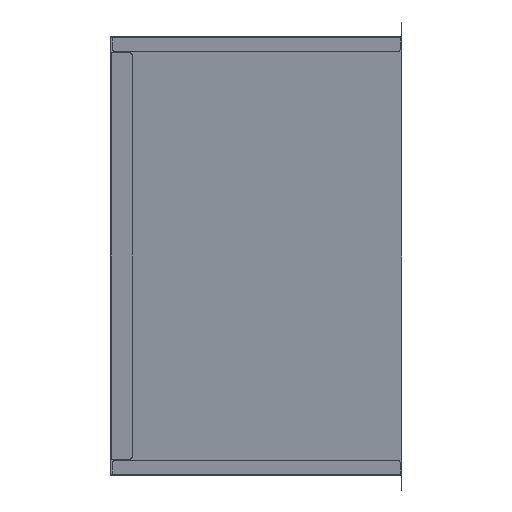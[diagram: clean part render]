
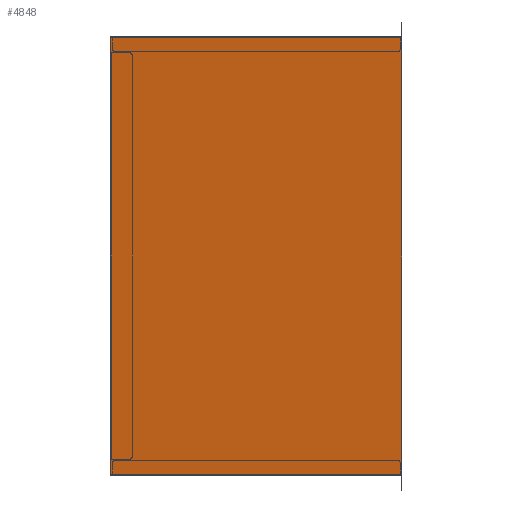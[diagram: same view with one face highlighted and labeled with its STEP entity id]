
A CAD part, front view. The second image highlights one B-rep face of the part: STEP entity #4848.
In plain terms, the highlighted face is planar.
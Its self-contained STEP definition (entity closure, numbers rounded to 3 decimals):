
#54 = FACE_OUTER_BOUND ( 'NONE', #1229, .T. ) ;
#237 = ORIENTED_EDGE ( 'NONE', *, *, #6535, .F. ) ;
#517 = VECTOR ( 'NONE', #6225, 1000. ) ;
#622 = DIRECTION ( 'NONE',  ( 1., 0., 0. ) ) ;
#804 = CARTESIAN_POINT ( 'NONE',  ( 286., -195., 0. ) ) ;
#1101 = LINE ( 'NONE', #1737, #6380 ) ;
#1229 = EDGE_LOOP ( 'NONE', ( #237, #3669, #3478, #3859 ) ) ;
#1440 = CARTESIAN_POINT ( 'NONE',  ( 286., 195., 0. ) ) ;
#1506 = EDGE_CURVE ( 'NONE', #2571, #2622, #4667, .T. ) ;
#1640 = PLANE ( 'NONE',  #2098 ) ;
#1737 = CARTESIAN_POINT ( 'NONE',  ( -286., -195., 0. ) ) ;
#2098 = AXIS2_PLACEMENT_3D ( 'NONE', #4974, #3351, #5557 ) ;
#2350 = CARTESIAN_POINT ( 'NONE',  ( -286., -195., 0. ) ) ;
#2571 = VERTEX_POINT ( 'NONE', #5106 ) ;
#2622 = VERTEX_POINT ( 'NONE', #6713 ) ;
#3081 = LINE ( 'NONE', #804, #517 ) ;
#3346 = CARTESIAN_POINT ( 'NONE',  ( 286., -195., 0. ) ) ;
#3351 = DIRECTION ( 'NONE',  ( 0., 0., 1. ) ) ;
#3412 = DIRECTION ( 'NONE',  ( 0., -1., 0. ) ) ;
#3478 = ORIENTED_EDGE ( 'NONE', *, *, #6241, .F. ) ;
#3669 = ORIENTED_EDGE ( 'NONE', *, *, #1506, .F. ) ;
#3859 = ORIENTED_EDGE ( 'NONE', *, *, #5393, .F. ) ;
#4128 = DIRECTION ( 'NONE',  ( -1., 0., 0. ) ) ;
#4193 = VECTOR ( 'NONE', #622, 1000. ) ;
#4232 = VERTEX_POINT ( 'NONE', #2350 ) ;
#4376 = VECTOR ( 'NONE', #4128, 1000. ) ;
#4667 = LINE ( 'NONE', #1440, #4376 ) ;
#4848 = ADVANCED_FACE ( 'NONE', ( #54 ), #1640, .F. ) ;
#4974 = CARTESIAN_POINT ( 'NONE',  ( 0., 0., 0. ) ) ;
#5106 = CARTESIAN_POINT ( 'NONE',  ( 286., 195., 0. ) ) ;
#5393 = EDGE_CURVE ( 'NONE', #4232, #6794, #5517, .T. ) ;
#5517 = LINE ( 'NONE', #3346, #4193 ) ;
#5557 = DIRECTION ( 'NONE',  ( 1., 0., 0. ) ) ;
#6225 = DIRECTION ( 'NONE',  ( 0., 1., 0. ) ) ;
#6241 = EDGE_CURVE ( 'NONE', #6794, #2571, #3081, .T. ) ;
#6249 = CARTESIAN_POINT ( 'NONE',  ( 286., -195., 0. ) ) ;
#6380 = VECTOR ( 'NONE', #3412, 1000. ) ;
#6535 = EDGE_CURVE ( 'NONE', #2622, #4232, #1101, .T. ) ;
#6713 = CARTESIAN_POINT ( 'NONE',  ( -286., 195., 0. ) ) ;
#6794 = VERTEX_POINT ( 'NONE', #6249 ) ;
